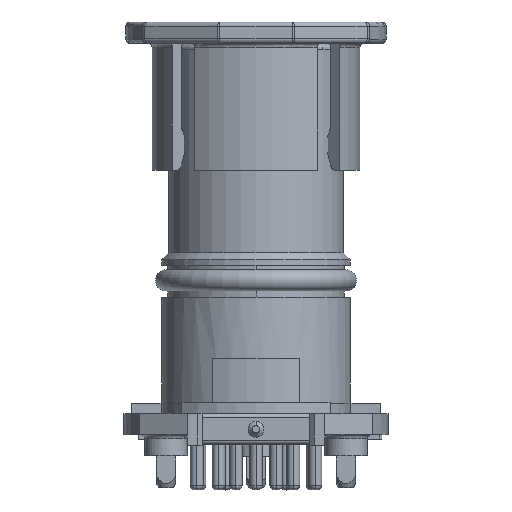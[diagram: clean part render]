
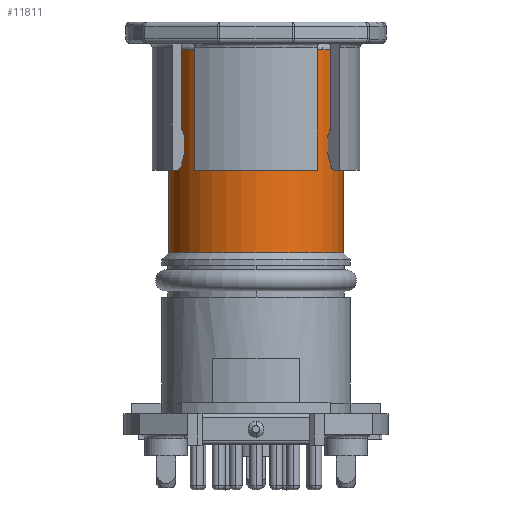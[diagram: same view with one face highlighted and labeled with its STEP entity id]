
A CAD part, top view. The second image highlights one B-rep face of the part: STEP entity #11811.
In plain terms, the highlighted cylindrical face has radius 4.125 mm (diameter 8.25 mm), a partial arc.
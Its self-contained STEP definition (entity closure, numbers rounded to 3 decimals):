
#4333=CARTESIAN_POINT('',(0.,16.7,0.));
#4334=DIRECTION('',(0.,1.,0.));
#4335=DIRECTION('',(-1.,0.,0.));
#4336=AXIS2_PLACEMENT_3D('',#4333,#4334,#4335);
#4338=DIRECTION('',(0.,1.,0.));
#4339=VECTOR('',#4338,9.6);
#4340=CARTESIAN_POINT('',(4.125,7.1,0.));
#4341=LINE('',#4340,#4339);
#4342=CARTESIAN_POINT('',(0.,7.1,0.));
#4343=DIRECTION('',(0.,-1.,0.));
#4344=DIRECTION('',(1.,0.,0.));
#4345=AXIS2_PLACEMENT_3D('',#4342,#4343,#4344);
#4347=DIRECTION('',(0.,1.,0.));
#4348=VECTOR('',#4347,9.6);
#4349=CARTESIAN_POINT('',(-4.125,7.1,0.));
#4350=LINE('',#4349,#4348);
#4352=CARTESIAN_POINT('',(4.125,7.1,0.));
#4354=VERTEX_POINT('',#4352);
#4356=CARTESIAN_POINT('',(-4.125,7.1,0.));
#4358=VERTEX_POINT('',#4356);
#4373=CARTESIAN_POINT('',(4.125,16.7,0.));
#4374=VERTEX_POINT('',#4373);
#4375=CARTESIAN_POINT('',(-4.125,16.7,0.));
#4376=VERTEX_POINT('',#4375);
#11800=CARTESIAN_POINT('',(0.,-0.85,0.));
#11801=DIRECTION('',(0.,1.,0.));
#11802=DIRECTION('',(1.,0.,0.));
#11803=AXIS2_PLACEMENT_3D('',#11800,#11801,#11802);
#11804=CYLINDRICAL_SURFACE('',#11803,4.125);
#11805=ORIENTED_EDGE('',*,*,#10858,.T.);
#11806=ORIENTED_EDGE('',*,*,#10843,.F.);
#11807=ORIENTED_EDGE('',*,*,#10807,.T.);
#11808=ORIENTED_EDGE('',*,*,#10840,.T.);
#11809=EDGE_LOOP('',(#11805,#11806,#11807,#11808));
#11810=FACE_OUTER_BOUND('',#11809,.F.);
#4337=CIRCLE('',#4336,4.125);
#4346=CIRCLE('',#4345,4.125);
#10807=EDGE_CURVE('',#4354,#4358,#4346,.T.);
#10840=EDGE_CURVE('',#4358,#4376,#4350,.T.);
#10843=EDGE_CURVE('',#4354,#4374,#4341,.T.);
#10858=EDGE_CURVE('',#4376,#4374,#4337,.T.);
#11811=ADVANCED_FACE('',(#11810),#11804,.T.);
